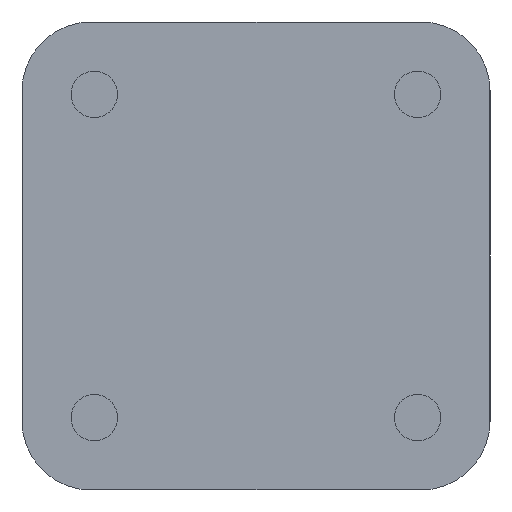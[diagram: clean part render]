
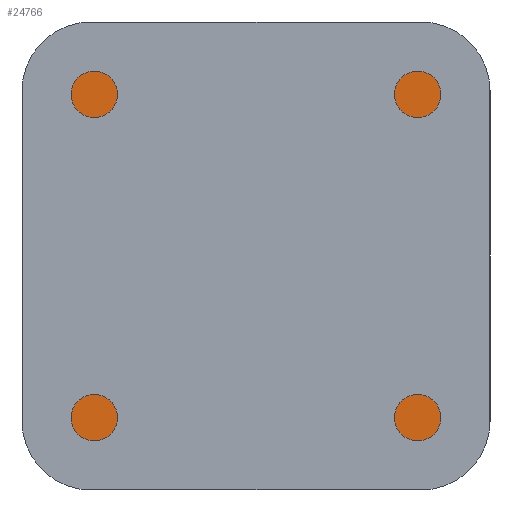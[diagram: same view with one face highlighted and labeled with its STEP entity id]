
A CAD part, left-side view. The second image highlights one B-rep face of the part: STEP entity #24766.
In plain terms, the highlighted planar face has unit normal (-1, 0, 0).
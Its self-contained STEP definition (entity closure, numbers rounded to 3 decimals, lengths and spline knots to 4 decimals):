
#1625 = CARTESIAN_POINT ( 'NONE',  ( -2.671, -0.8907, -0.6827 ) ) ;
#1900 = VERTEX_POINT ( 'NONE', #66252 ) ;
#2456 = ORIENTED_EDGE ( 'NONE', *, *, #28306, .F. ) ;
#2528 = ORIENTED_EDGE ( 'NONE', *, *, #32495, .F. ) ;
#2727 = DIRECTION ( 'NONE',  ( 0., 0., 1. ) ) ;
#2750 = ORIENTED_EDGE ( 'NONE', *, *, #49747, .F. ) ;
#3942 = VECTOR ( 'NONE', #2727, 39.3701 ) ;
#3983 = DIRECTION ( 'NONE',  ( 0., 0., -1. ) ) ;
#4707 = CARTESIAN_POINT ( 'NONE',  ( -2.671, -0.497, 1.2071 ) ) ;
#5861 = ORIENTED_EDGE ( 'NONE', *, *, #51433, .F. ) ;
#5905 = DIRECTION ( 'NONE',  ( 1., 0., 0. ) ) ;
#6242 = DIRECTION ( 'NONE',  ( 0., -1., 0. ) ) ;
#6611 = CIRCLE ( 'NONE', #42551, 0.3937 ) ;
#6986 = VECTOR ( 'NONE', #11965, 39.3701 ) ;
#7135 = VERTEX_POINT ( 'NONE', #26020 ) ;
#8270 = DIRECTION ( 'NONE',  ( 1., 0., 0. ) ) ;
#9131 = CARTESIAN_POINT ( 'NONE',  ( -2.671, -1.2844, 0.9766 ) ) ;
#10126 = VERTEX_POINT ( 'NONE', #35410 ) ;
#11153 = AXIS2_PLACEMENT_3D ( 'NONE', #62946, #5905, #6242 ) ;
#11715 = PLANE ( 'NONE',  #11153 ) ;
#11965 = DIRECTION ( 'NONE',  ( 0., 0., 1. ) ) ;
#13079 = VECTOR ( 'NONE', #38802, 39.3701 ) ;
#13689 = CARTESIAN_POINT ( 'NONE',  ( -2.671, -0.497, 0.6559 ) ) ;
#13820 = VERTEX_POINT ( 'NONE', #66296 ) ;
#15045 = CARTESIAN_POINT ( 'NONE',  ( -2.671, -1.2844, 1.6008 ) ) ;
#15535 = DIRECTION ( 'NONE',  ( 0., 0., -1. ) ) ;
#16574 = CIRCLE ( 'NONE', #40505, 0.3937 ) ;
#16641 = CARTESIAN_POINT ( 'NONE',  ( -2.671, -0.4183, 1.9945 ) ) ;
#17199 = FACE_BOUND ( 'NONE', #46867, .T. ) ;
#18033 = CARTESIAN_POINT ( 'NONE',  ( -2.671, 0.5266, -0.6827 ) ) ;
#19190 = ORIENTED_EDGE ( 'NONE', *, *, #64256, .F. ) ;
#19812 = DIRECTION ( 'NONE',  ( 0., -1., 0. ) ) ;
#20306 = EDGE_CURVE ( 'NONE', #61518, #1900, #64815, .T. ) ;
#20443 = CARTESIAN_POINT ( 'NONE',  ( -2.671, 1.3928, 1.6008 ) ) ;
#21611 = EDGE_CURVE ( 'NONE', #1900, #13820, #22995, .T. ) ;
#22408 = CARTESIAN_POINT ( 'NONE',  ( -2.671, -0.8907, -0.289 ) ) ;
#22937 = LINE ( 'NONE', #13689, #3942 ) ;
#22995 = CIRCLE ( 'NONE', #29562, 0.3937 ) ;
#23267 = CARTESIAN_POINT ( 'NONE',  ( -2.671, 1.3928, 0.3352 ) ) ;
#23376 = VERTEX_POINT ( 'NONE', #15045 ) ;
#23896 = VERTEX_POINT ( 'NONE', #41034 ) ;
#24766 = ADVANCED_FACE ( 'NONE', ( #32532, #17199 ), #11715, .F. ) ;
#25933 = LINE ( 'NONE', #62790, #49088 ) ;
#26020 = CARTESIAN_POINT ( 'NONE',  ( -2.671, -1.2844, -0.289 ) ) ;
#26075 = EDGE_CURVE ( 'NONE', #48494, #32608, #59871, .T. ) ;
#26191 = ORIENTED_EDGE ( 'NONE', *, *, #21611, .F. ) ;
#26458 = CARTESIAN_POINT ( 'NONE',  ( -2.671, 0.9991, -0.289 ) ) ;
#28306 = EDGE_CURVE ( 'NONE', #13820, #63944, #53984, .T. ) ;
#29562 = AXIS2_PLACEMENT_3D ( 'NONE', #26458, #46558, #15535 ) ;
#30554 = VECTOR ( 'NONE', #3983, 39.3701 ) ;
#31381 = VECTOR ( 'NONE', #47346, 39.3701 ) ;
#31639 = LINE ( 'NONE', #16641, #31381 ) ;
#32495 = EDGE_CURVE ( 'NONE', #10126, #48494, #22937, .T. ) ;
#32532 = FACE_OUTER_BOUND ( 'NONE', #50272, .T. ) ;
#32608 = VERTEX_POINT ( 'NONE', #40584 ) ;
#33236 = CARTESIAN_POINT ( 'NONE',  ( -2.671, -0.497, 1.2071 ) ) ;
#34193 = EDGE_CURVE ( 'NONE', #67058, #49191, #31639, .T. ) ;
#34598 = ORIENTED_EDGE ( 'NONE', *, *, #46715, .F. ) ;
#34852 = CARTESIAN_POINT ( 'NONE',  ( -2.671, -0.8907, 1.6008 ) ) ;
#35019 = CARTESIAN_POINT ( 'NONE',  ( -2.671, 0.9991, 1.6008 ) ) ;
#35410 = CARTESIAN_POINT ( 'NONE',  ( -2.671, -0.497, 0.1047 ) ) ;
#36769 = ORIENTED_EDGE ( 'NONE', *, *, #20306, .F. ) ;
#37359 = DIRECTION ( 'NONE',  ( 0., -1., 0. ) ) ;
#37703 = DIRECTION ( 'NONE',  ( 1., 0., 0. ) ) ;
#38802 = DIRECTION ( 'NONE',  ( 0., 1., 0. ) ) ;
#39963 = EDGE_CURVE ( 'NONE', #7135, #61518, #61035, .T. ) ;
#40071 = ORIENTED_EDGE ( 'NONE', *, *, #34193, .F. ) ;
#40172 = ORIENTED_EDGE ( 'NONE', *, *, #39963, .F. ) ;
#40505 = AXIS2_PLACEMENT_3D ( 'NONE', #34852, #8270, #61519 ) ;
#40584 = CARTESIAN_POINT ( 'NONE',  ( -2.671, 0.6054, 1.2071 ) ) ;
#41034 = CARTESIAN_POINT ( 'NONE',  ( -2.671, 0.6054, 0.1047 ) ) ;
#42096 = LINE ( 'NONE', #57507, #64040 ) ;
#42551 = AXIS2_PLACEMENT_3D ( 'NONE', #35019, #56219, #55889 ) ;
#42749 = CARTESIAN_POINT ( 'NONE',  ( -2.671, -0.8907, 1.9945 ) ) ;
#44818 = DIRECTION ( 'NONE',  ( 0., 1., 0. ) ) ;
#46132 = VECTOR ( 'NONE', #44818, 39.3701 ) ;
#46558 = DIRECTION ( 'NONE',  ( 1., 0., 0. ) ) ;
#46715 = EDGE_CURVE ( 'NONE', #23896, #10126, #25933, .T. ) ;
#46867 = EDGE_LOOP ( 'NONE', ( #2528, #34598, #58744, #61731 ) ) ;
#47346 = DIRECTION ( 'NONE',  ( 0., -1., 0. ) ) ;
#48494 = VERTEX_POINT ( 'NONE', #4707 ) ;
#48989 = AXIS2_PLACEMENT_3D ( 'NONE', #22408, #37703, #37359 ) ;
#49088 = VECTOR ( 'NONE', #19812, 39.3701 ) ;
#49191 = VERTEX_POINT ( 'NONE', #42749 ) ;
#49747 = EDGE_CURVE ( 'NONE', #23376, #7135, #56910, .T. ) ;
#50272 = EDGE_LOOP ( 'NONE', ( #2750, #5861, #40071, #19190, #2456, #26191, #36769, #40172 ) ) ;
#51433 = EDGE_CURVE ( 'NONE', #49191, #23376, #16574, .T. ) ;
#53984 = LINE ( 'NONE', #23267, #6986 ) ;
#55889 = DIRECTION ( 'NONE',  ( 0., 1., 0. ) ) ;
#56219 = DIRECTION ( 'NONE',  ( 1., 0., 0. ) ) ;
#56910 = LINE ( 'NONE', #9131, #30554 ) ;
#57507 = CARTESIAN_POINT ( 'NONE',  ( -2.671, 0.6054, 0.6559 ) ) ;
#58744 = ORIENTED_EDGE ( 'NONE', *, *, #61734, .F. ) ;
#59871 = LINE ( 'NONE', #33236, #46132 ) ;
#61035 = CIRCLE ( 'NONE', #48989, 0.3937 ) ;
#61518 = VERTEX_POINT ( 'NONE', #1625 ) ;
#61519 = DIRECTION ( 'NONE',  ( 0., 0., 1. ) ) ;
#61731 = ORIENTED_EDGE ( 'NONE', *, *, #26075, .F. ) ;
#61734 = EDGE_CURVE ( 'NONE', #32608, #23896, #42096, .T. ) ;
#62790 = CARTESIAN_POINT ( 'NONE',  ( -2.671, 0.6054, 0.1047 ) ) ;
#62946 = CARTESIAN_POINT ( 'NONE',  ( -2.671, 0.0542, 1.2972 ) ) ;
#62962 = DIRECTION ( 'NONE',  ( 0., 0., -1. ) ) ;
#63560 = CARTESIAN_POINT ( 'NONE',  ( -2.671, 0.9991, 1.9945 ) ) ;
#63944 = VERTEX_POINT ( 'NONE', #20443 ) ;
#64040 = VECTOR ( 'NONE', #62962, 39.3701 ) ;
#64256 = EDGE_CURVE ( 'NONE', #63944, #67058, #6611, .T. ) ;
#64815 = LINE ( 'NONE', #18033, #13079 ) ;
#66252 = CARTESIAN_POINT ( 'NONE',  ( -2.671, 0.9991, -0.6827 ) ) ;
#66296 = CARTESIAN_POINT ( 'NONE',  ( -2.671, 1.3928, -0.289 ) ) ;
#67058 = VERTEX_POINT ( 'NONE', #63560 ) ;
